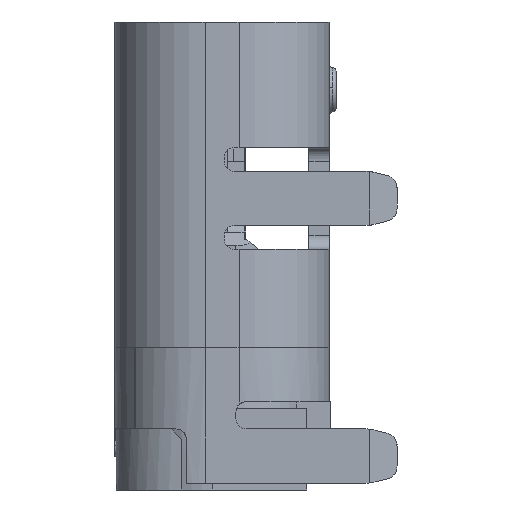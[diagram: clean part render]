
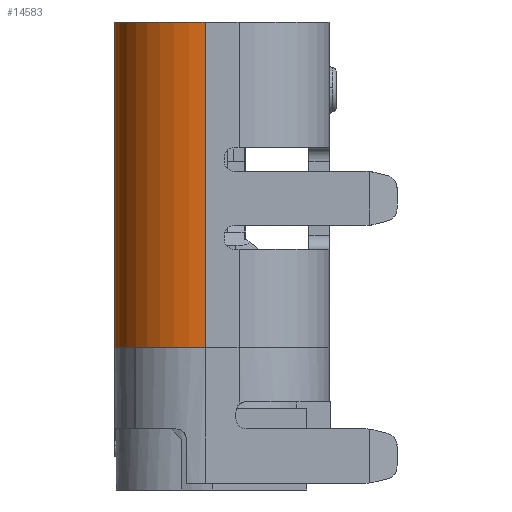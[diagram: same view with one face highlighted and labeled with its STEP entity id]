
A CAD part, left-side view. The second image highlights one B-rep face of the part: STEP entity #14583.
In plain terms, the highlighted cylindrical face has radius 1.33 mm (diameter 2.66 mm), a partial arc.
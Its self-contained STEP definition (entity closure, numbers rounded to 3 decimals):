
#1007 = ORIENTED_EDGE ( 'NONE', *, *, #9350, .F. ) ;
#1780 = DIRECTION ( 'NONE',  ( 0., 0., -1. ) ) ;
#1785 = CARTESIAN_POINT ( 'NONE',  ( -3.14, 3.26, -1.35 ) ) ;
#4130 = VECTOR ( 'NONE', #29354, 1000. ) ;
#4178 = VERTEX_POINT ( 'NONE', #1785 ) ;
#4629 = AXIS2_PLACEMENT_3D ( 'NONE', #11524, #20728, #22977 ) ;
#5339 = CARTESIAN_POINT ( 'NONE',  ( -4.47, 1.93, 3.45 ) ) ;
#9350 = EDGE_CURVE ( 'NONE', #4178, #29044, #21941, .T. ) ;
#10773 = LINE ( 'NONE', #22365, #26917 ) ;
#10912 = DIRECTION ( 'NONE',  ( 0., 0., 1. ) ) ;
#10955 = DIRECTION ( 'NONE',  ( -1., 0., 0. ) ) ;
#11524 = CARTESIAN_POINT ( 'NONE',  ( -3.14, 1.93, 3.45 ) ) ;
#12051 = AXIS2_PLACEMENT_3D ( 'NONE', #17618, #1780, #13396 ) ;
#13396 = DIRECTION ( 'NONE',  ( 1., 0., 0. ) ) ;
#14583 = ADVANCED_FACE ( 'NONE', ( #28913 ), #20013, .T. ) ;
#14958 = CIRCLE ( 'NONE', #12051, 1.33 ) ;
#17618 = CARTESIAN_POINT ( 'NONE',  ( -3.14, 1.93, -1.35 ) ) ;
#17882 = DIRECTION ( 'NONE',  ( 0., 0., -1. ) ) ;
#18015 = CARTESIAN_POINT ( 'NONE',  ( -3.14, 3.26, 0.55 ) ) ;
#18934 = VERTEX_POINT ( 'NONE', #5339 ) ;
#20013 = CYLINDRICAL_SURFACE ( 'NONE', #23582, 1.33 ) ;
#20728 = DIRECTION ( 'NONE',  ( 0., 0., 1. ) ) ;
#20754 = EDGE_CURVE ( 'NONE', #29044, #18934, #22924, .T. ) ;
#21940 = ORIENTED_EDGE ( 'NONE', *, *, #27547, .T. ) ;
#21941 = LINE ( 'NONE', #18015, #4130 ) ;
#22212 = EDGE_LOOP ( 'NONE', ( #23765, #21940, #29548, #1007 ) ) ;
#22365 = CARTESIAN_POINT ( 'NONE',  ( -4.47, 1.93, 3.45 ) ) ;
#22924 = CIRCLE ( 'NONE', #4629, 1.33 ) ;
#22977 = DIRECTION ( 'NONE',  ( -1., 0., 0. ) ) ;
#23582 = AXIS2_PLACEMENT_3D ( 'NONE', #29062, #17882, #10955 ) ;
#23765 = ORIENTED_EDGE ( 'NONE', *, *, #29459, .F. ) ;
#23809 = CARTESIAN_POINT ( 'NONE',  ( -4.47, 1.93, -1.35 ) ) ;
#25050 = CARTESIAN_POINT ( 'NONE',  ( -3.14, 3.26, 3.45 ) ) ;
#25269 = VERTEX_POINT ( 'NONE', #23809 ) ;
#26917 = VECTOR ( 'NONE', #10912, 1000. ) ;
#27547 = EDGE_CURVE ( 'NONE', #25269, #18934, #10773, .T. ) ;
#28913 = FACE_OUTER_BOUND ( 'NONE', #22212, .T. ) ;
#29044 = VERTEX_POINT ( 'NONE', #25050 ) ;
#29062 = CARTESIAN_POINT ( 'NONE',  ( -3.14, 1.93, 3.45 ) ) ;
#29354 = DIRECTION ( 'NONE',  ( 0., 0., 1. ) ) ;
#29459 = EDGE_CURVE ( 'NONE', #25269, #4178, #14958, .T. ) ;
#29548 = ORIENTED_EDGE ( 'NONE', *, *, #20754, .F. ) ;
